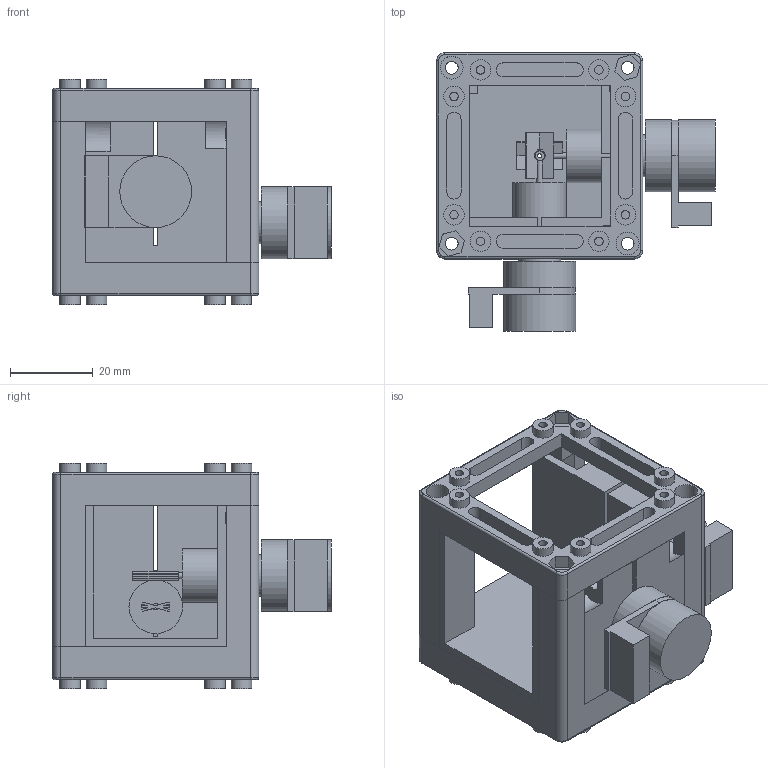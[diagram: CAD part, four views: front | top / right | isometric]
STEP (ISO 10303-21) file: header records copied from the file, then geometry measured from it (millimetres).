
FILE_DESCRIPTION(/* description */ (''),/* implementation_level */ '2;1');
FILE_NAME(/* name */ 'Assembly_Cube_2D_Galvo_v3.iam.step',/* time_stamp */ '2022-11-29T09:00:01+01:00',/* author */ ('diederichbenedict'),/* organization */ (''),/* preprocessor_version */ 'ST-DEVELOPER v18.1',/* originating_system */ 'Autodesk Inventor 2022',/* authorisation */ '');
FILE_SCHEMA (('AUTOMOTIVE_DESIGN { 1 0 10303 214 3 1 1 }'));
Length unit declared in the file: millimetre
Products named in the file (5): Assembly_2D_Galvo_v3; 00_Galvo_Taobao; Assembly_Cube_empty_IM_v3; 10_Cube_1x1_IM; 20_Cube_insert_AlliedVision_Alvium_v3
Assembly tree (6 placements, depth 3):
  Assembly_2D_Galvo_v3
    00_Galvo_Taobao  x2
    Assembly_Cube_empty_IM_v3
      10_Cube_1x1_IM  x2
    20_Cube_insert_AlliedVision_Alvium_v3
Bounding box: 67.38 x 67.32 x 54.5 mm (x, y, z)
Volume: 61838.5 mm3; surface area: 39304.4 mm2
Topology: 7 solids, 7 shells, 506 faces, 1275 edges, 841 vertices
Faces by surface type: plane 335, cylinder 163, torus 8
Full cylindrical faces by diameter (mm): 1 x1, 1.5 x2, 2.05 x16, 2.9 x4, 3.1 x8, 4.95 x16, 5.5 x4, 10.11 x2, 12.95 x2, 17.25 x2, 17.35 x4
Entity records: 9064 total; most frequent: CARTESIAN_POINT 1607, DIRECTION 1540, ORIENTED_EDGE 1482, EDGE_CURVE 741, LINE 516, VECTOR 516, AXIS2_PLACEMENT_3D 512, VERTEX_POINT 489
